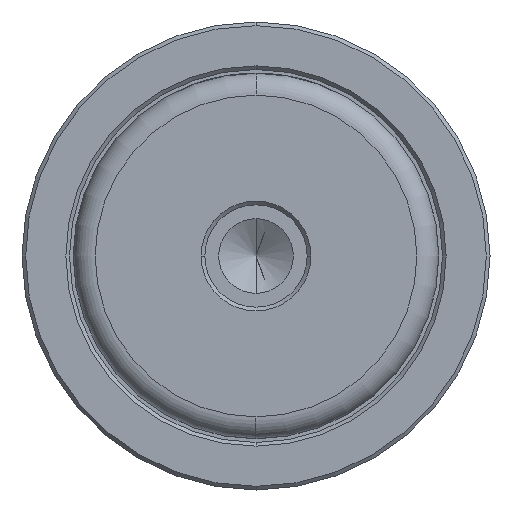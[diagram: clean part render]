
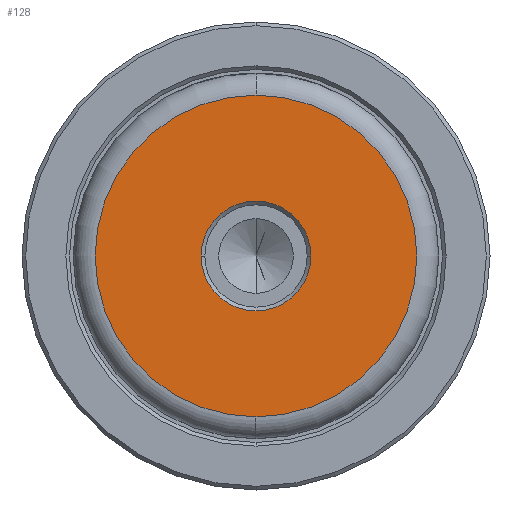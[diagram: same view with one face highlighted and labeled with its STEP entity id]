
A CAD part, left-side view. The second image highlights one B-rep face of the part: STEP entity #128.
In plain terms, the highlighted planar face has unit normal (-1, 0, 0).
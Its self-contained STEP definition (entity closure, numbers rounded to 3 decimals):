
#10 = ORIENTED_EDGE ( 'NONE', *, *, #896, .T. ) ;
#78 = DIRECTION ( 'NONE',  ( 1., 0., 0. ) ) ;
#82 = ORIENTED_EDGE ( 'NONE', *, *, #98, .T. ) ;
#98 = EDGE_CURVE ( 'NONE', #419, #2607, #1620, .T. ) ;
#128 = ADVANCED_FACE ( 'NONE', ( #2078, #1146 ), #1263, .T. ) ;
#164 = CIRCLE ( 'NONE', #334, 7.5 ) ;
#178 = AXIS2_PLACEMENT_3D ( 'NONE', #233, #1864, #641 ) ;
#180 = ORIENTED_EDGE ( 'NONE', *, *, #983, .T. ) ;
#217 = DIRECTION ( 'NONE',  ( -1., 0., 0. ) ) ;
#233 = CARTESIAN_POINT ( 'NONE',  ( 0., 0., 0. ) ) ;
#317 = ORIENTED_EDGE ( 'NONE', *, *, #1859, .T. ) ;
#334 = AXIS2_PLACEMENT_3D ( 'NONE', #1323, #78, #1511 ) ;
#337 = CARTESIAN_POINT ( 'NONE',  ( 0., 0., 0. ) ) ;
#364 = CARTESIAN_POINT ( 'NONE',  ( 0., 7.5, 0. ) ) ;
#419 = VERTEX_POINT ( 'NONE', #2011 ) ;
#457 = AXIS2_PLACEMENT_3D ( 'NONE', #337, #1776, #544 ) ;
#460 = EDGE_LOOP ( 'NONE', ( #82, #317 ) ) ;
#544 = DIRECTION ( 'NONE',  ( 0., 0., 1. ) ) ;
#641 = DIRECTION ( 'NONE',  ( 0., 0., 1. ) ) ;
#723 = DIRECTION ( 'NONE',  ( -1., 0., 0. ) ) ;
#896 = EDGE_CURVE ( 'NONE', #2182, #2108, #164, .T. ) ;
#983 = EDGE_CURVE ( 'NONE', #2108, #2182, #1200, .T. ) ;
#1011 = CARTESIAN_POINT ( 'NONE',  ( 0., 0., -21.997 ) ) ;
#1146 = FACE_OUTER_BOUND ( 'NONE', #460, .T. ) ;
#1200 = CIRCLE ( 'NONE', #457, 7.5 ) ;
#1263 = PLANE ( 'NONE',  #178 ) ;
#1323 = CARTESIAN_POINT ( 'NONE',  ( 0., 0., 0. ) ) ;
#1366 = AXIS2_PLACEMENT_3D ( 'NONE', #1932, #723, #2141 ) ;
#1443 = CARTESIAN_POINT ( 'NONE',  ( 0., 0., 0. ) ) ;
#1511 = DIRECTION ( 'NONE',  ( 0., 0., 1. ) ) ;
#1561 = CIRCLE ( 'NONE', #1366, 21.997 ) ;
#1620 = CIRCLE ( 'NONE', #2264, 21.997 ) ;
#1644 = DIRECTION ( 'NONE',  ( 0., 0., 1. ) ) ;
#1776 = DIRECTION ( 'NONE',  ( 1., 0., 0. ) ) ;
#1781 = CARTESIAN_POINT ( 'NONE',  ( 0., -7.5, 0. ) ) ;
#1859 = EDGE_CURVE ( 'NONE', #2607, #419, #1561, .T. ) ;
#1864 = DIRECTION ( 'NONE',  ( -1., 0., 0. ) ) ;
#1932 = CARTESIAN_POINT ( 'NONE',  ( 0., 0., 0. ) ) ;
#2011 = CARTESIAN_POINT ( 'NONE',  ( 0., 0., 21.997 ) ) ;
#2078 = FACE_BOUND ( 'NONE', #2415, .T. ) ;
#2108 = VERTEX_POINT ( 'NONE', #1781 ) ;
#2141 = DIRECTION ( 'NONE',  ( 0., 0., 1. ) ) ;
#2182 = VERTEX_POINT ( 'NONE', #364 ) ;
#2264 = AXIS2_PLACEMENT_3D ( 'NONE', #1443, #217, #1644 ) ;
#2415 = EDGE_LOOP ( 'NONE', ( #180, #10 ) ) ;
#2607 = VERTEX_POINT ( 'NONE', #1011 ) ;
